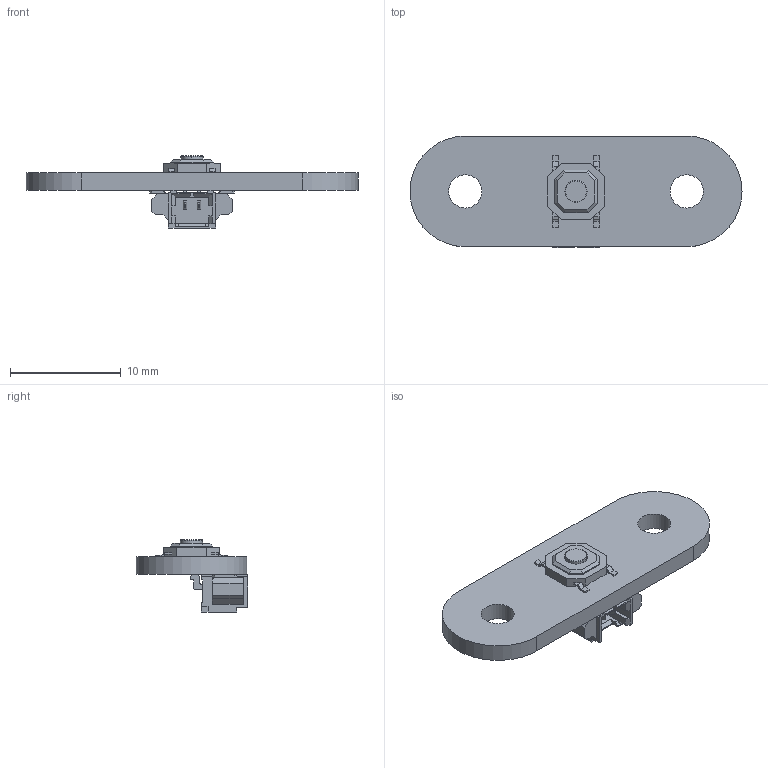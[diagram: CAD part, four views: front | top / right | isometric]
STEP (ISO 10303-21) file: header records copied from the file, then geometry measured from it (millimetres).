
FILE_DESCRIPTION(('Open CASCADE Model'),'2;1');
FILE_NAME('Open CASCADE Shape Model','2023-06-05T13:10:12',('Author'),( 'Open CASCADE'),'Open CASCADE STEP processor 7.5','Open CASCADE 7.5' ,'Unknown');
FILE_SCHEMA(('AUTOMOTIVE_DESIGN { 1 0 10303 214 1 1 1 1 }'));
Length unit declared in the file: millimetre
Products named in the file (7): PCB; Board; Open CASCADE STEP translator 7.5 8.1.1; SW1; Tactile_SMD_5x5mm; J1; 532610271
Assembly tree (6 placements, depth 3):
  PCB
    Board
      Open CASCADE STEP translator 7.5 8.1.1
    SW1
      Tactile_SMD_5x5mm
    J1
      532610271
Bounding box: 30 x 10.1 x 6.52 mm (x, y, z)
Volume: 495.3 mm3; surface area: 957.6 mm2
Topology: 7 solids, 7 shells, 299 faces, 801 edges, 524 vertices
Faces by surface type: plane 271, cylinder 18, bspline 8, torus 2
Full cylindrical faces by diameter (mm): 3 x2
Entity records: 10019 total; most frequent: CARTESIAN_POINT 1887, ORIENTED_EDGE 1602, DIRECTION 1413, EDGE_CURVE 801, LINE 737, VECTOR 737, VERTEX_POINT 524, AXIS2_PLACEMENT_3D 338
